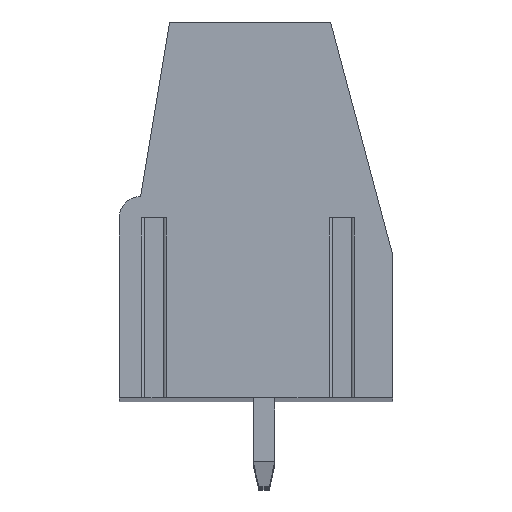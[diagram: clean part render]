
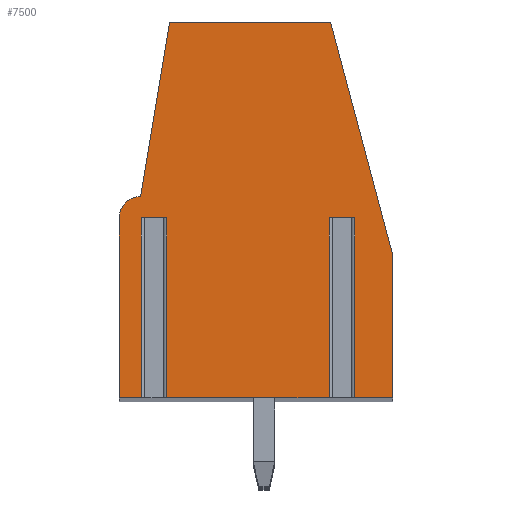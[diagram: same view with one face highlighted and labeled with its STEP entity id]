
A CAD part, top view. The second image highlights one B-rep face of the part: STEP entity #7500.
In plain terms, the highlighted planar face has unit normal (0, 0, 1).
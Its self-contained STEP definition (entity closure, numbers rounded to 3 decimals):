
#35=DIRECTION('',(1.,0.,0.));
#36=VECTOR('',#35,0.958);
#37=CARTESIAN_POINT('',(-3.979,1.095,78.75));
#38=LINE('',#37,#36);
#39=DIRECTION('',(0.,1.,0.));
#40=VECTOR('',#39,6.7);
#41=CARTESIAN_POINT('',(-3.979,-5.605,78.75));
#42=LINE('',#41,#40);
#43=DIRECTION('',(-1.,0.,0.));
#44=VECTOR('',#43,0.821);
#45=CARTESIAN_POINT('',(-3.979,-5.605,78.75));
#46=LINE('',#45,#44);
#47=DIRECTION('',(0.,1.,0.));
#48=VECTOR('',#47,6.7);
#49=CARTESIAN_POINT('',(-4.8,-5.605,78.75));
#50=LINE('',#49,#48);
#51=CARTESIAN_POINT('',(-4.,1.095,78.75));
#52=DIRECTION('',(0.,0.,-1.));
#53=DIRECTION('',(-1.,0.,0.));
#54=AXIS2_PLACEMENT_3D('',#51,#52,#53);
#56=DIRECTION('',(0.164,0.986,0.));
#57=VECTOR('',#56,6.589);
#58=CARTESIAN_POINT('',(-3.999,1.895,78.75));
#59=LINE('',#58,#57);
#60=DIRECTION('',(1.,0.,0.));
#61=VECTOR('',#60,6.);
#62=CARTESIAN_POINT('',(-2.92,8.395,78.75));
#63=LINE('',#62,#61);
#64=DIRECTION('',(0.258,-0.966,0.));
#65=VECTOR('',#64,9.004);
#66=CARTESIAN_POINT('',(3.08,8.395,78.75));
#67=LINE('',#66,#65);
#68=DIRECTION('',(0.,-1.,0.));
#69=VECTOR('',#68,5.3);
#70=CARTESIAN_POINT('',(5.4,-0.305,78.75));
#71=LINE('',#70,#69);
#72=DIRECTION('',(-1.,0.,0.));
#73=VECTOR('',#72,1.421);
#74=CARTESIAN_POINT('',(5.4,-5.605,78.75));
#75=LINE('',#74,#73);
#76=DIRECTION('',(0.,1.,0.));
#77=VECTOR('',#76,6.7);
#78=CARTESIAN_POINT('',(3.979,-5.605,78.75));
#79=LINE('',#78,#77);
#80=DIRECTION('',(1.,0.,0.));
#81=VECTOR('',#80,0.958);
#82=CARTESIAN_POINT('',(3.021,1.095,78.75));
#83=LINE('',#82,#81);
#84=DIRECTION('',(0.,1.,0.));
#85=VECTOR('',#84,6.7);
#86=CARTESIAN_POINT('',(3.021,-5.605,78.75));
#87=LINE('',#86,#85);
#88=DIRECTION('',(-1.,0.,0.));
#89=VECTOR('',#88,6.042);
#90=CARTESIAN_POINT('',(3.021,-5.605,78.75));
#91=LINE('',#90,#89);
#92=DIRECTION('',(0.,1.,0.));
#93=VECTOR('',#92,6.7);
#94=CARTESIAN_POINT('',(-3.021,-5.605,78.75));
#95=LINE('',#94,#93);
#5827=CARTESIAN_POINT('',(-3.999,1.895,78.75));
#5828=CARTESIAN_POINT('',(-2.92,8.395,78.75));
#5829=VERTEX_POINT('',#5827);
#5830=VERTEX_POINT('',#5828);
#5831=CARTESIAN_POINT('',(-4.8,1.095,78.75));
#5832=VERTEX_POINT('',#5831);
#5833=CARTESIAN_POINT('',(-4.8,-5.605,78.75));
#5834=VERTEX_POINT('',#5833);
#5835=CARTESIAN_POINT('',(5.4,-0.305,78.75));
#5836=CARTESIAN_POINT('',(5.4,-5.605,78.75));
#5837=VERTEX_POINT('',#5835);
#5838=VERTEX_POINT('',#5836);
#5839=CARTESIAN_POINT('',(3.08,8.395,78.75));
#5840=VERTEX_POINT('',#5839);
#5927=CARTESIAN_POINT('',(-3.979,1.095,78.75));
#5928=CARTESIAN_POINT('',(-3.021,1.095,78.75));
#5929=VERTEX_POINT('',#5927);
#5930=VERTEX_POINT('',#5928);
#5931=CARTESIAN_POINT('',(3.021,1.095,78.75));
#5932=CARTESIAN_POINT('',(3.979,1.095,78.75));
#5933=VERTEX_POINT('',#5931);
#5934=VERTEX_POINT('',#5932);
#5935=CARTESIAN_POINT('',(3.021,-5.605,78.75));
#5936=VERTEX_POINT('',#5935);
#5937=CARTESIAN_POINT('',(3.979,-5.605,78.75));
#5938=VERTEX_POINT('',#5937);
#5939=CARTESIAN_POINT('',(-3.979,-5.605,78.75));
#5940=VERTEX_POINT('',#5939);
#5941=CARTESIAN_POINT('',(-3.021,-5.605,78.75));
#5942=VERTEX_POINT('',#5941);
#7463=CARTESIAN_POINT('',(0.,0.,78.75));
#7464=DIRECTION('',(0.,0.,1.));
#7465=DIRECTION('',(1.,0.,0.));
#7466=AXIS2_PLACEMENT_3D('',#7463,#7464,#7465);
#7467=PLANE('',#7466);
#7469=ORIENTED_EDGE('',*,*,#7468,.F.);
#7471=ORIENTED_EDGE('',*,*,#7470,.F.);
#7473=ORIENTED_EDGE('',*,*,#7472,.T.);
#7475=ORIENTED_EDGE('',*,*,#7474,.T.);
#7477=ORIENTED_EDGE('',*,*,#7476,.T.);
#7479=ORIENTED_EDGE('',*,*,#7478,.T.);
#7481=ORIENTED_EDGE('',*,*,#7480,.T.);
#7483=ORIENTED_EDGE('',*,*,#7482,.T.);
#7485=ORIENTED_EDGE('',*,*,#7484,.T.);
#7487=ORIENTED_EDGE('',*,*,#7486,.T.);
#7489=ORIENTED_EDGE('',*,*,#7488,.T.);
#7491=ORIENTED_EDGE('',*,*,#7490,.F.);
#7493=ORIENTED_EDGE('',*,*,#7492,.F.);
#7495=ORIENTED_EDGE('',*,*,#7494,.T.);
#7497=ORIENTED_EDGE('',*,*,#7496,.T.);
#7498=EDGE_LOOP('',(#7469,#7471,#7473,#7475,#7477,#7479,#7481,#7483,#7485,#7487,
#7489,#7491,#7493,#7495,#7497));
#7499=FACE_OUTER_BOUND('',#7498,.F.);
#55=CIRCLE('',#54,0.8);
#7468=EDGE_CURVE('',#5929,#5930,#38,.T.);
#7470=EDGE_CURVE('',#5940,#5929,#42,.T.);
#7472=EDGE_CURVE('',#5940,#5834,#46,.T.);
#7474=EDGE_CURVE('',#5834,#5832,#50,.T.);
#7476=EDGE_CURVE('',#5832,#5829,#55,.T.);
#7478=EDGE_CURVE('',#5829,#5830,#59,.T.);
#7480=EDGE_CURVE('',#5830,#5840,#63,.T.);
#7482=EDGE_CURVE('',#5840,#5837,#67,.T.);
#7484=EDGE_CURVE('',#5837,#5838,#71,.T.);
#7486=EDGE_CURVE('',#5838,#5938,#75,.T.);
#7488=EDGE_CURVE('',#5938,#5934,#79,.T.);
#7490=EDGE_CURVE('',#5933,#5934,#83,.T.);
#7492=EDGE_CURVE('',#5936,#5933,#87,.T.);
#7494=EDGE_CURVE('',#5936,#5942,#91,.T.);
#7496=EDGE_CURVE('',#5942,#5930,#95,.T.);
#7500=ADVANCED_FACE('',(#7499),#7467,.T.);
